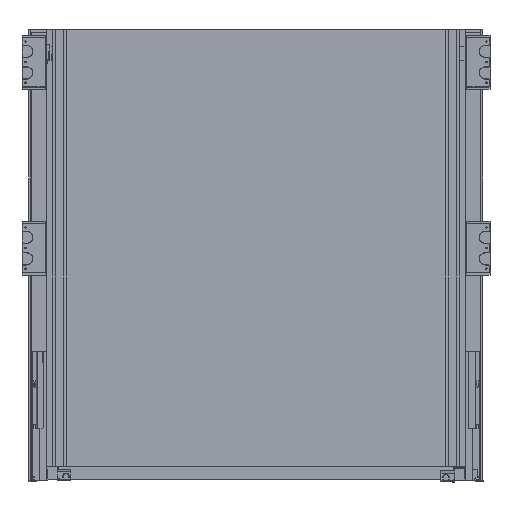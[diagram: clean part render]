
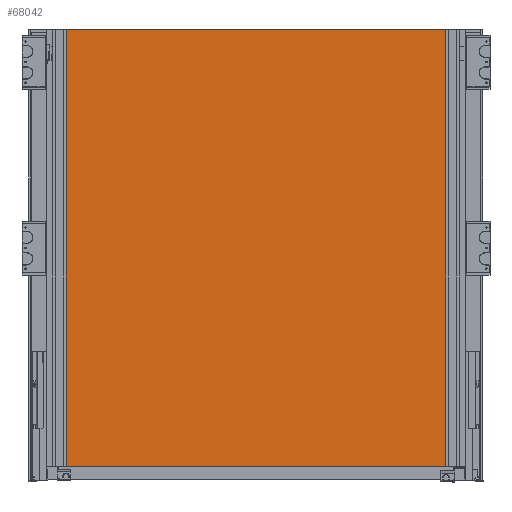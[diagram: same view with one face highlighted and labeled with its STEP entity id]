
A CAD part, front view. The second image highlights one B-rep face of the part: STEP entity #68042.
In plain terms, the highlighted planar face has unit normal (0, -1, 0).
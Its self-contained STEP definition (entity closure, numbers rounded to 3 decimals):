
#4187=FACE_OUTER_BOUND('',#7776,.T.);
#7776=EDGE_LOOP('',(#42642,#42643,#42644,#42645));
#11612=LINE('',#94510,#18947);
#11616=LINE('',#94518,#18951);
#11619=LINE('',#94524,#18954);
#11622=LINE('',#94529,#18957);
#18947=VECTOR('',#76880,1000.);
#18951=VECTOR('',#76886,1000.);
#18954=VECTOR('',#76891,1000.);
#18957=VECTOR('',#76896,1000.);
#26282=VERTEX_POINT('',#94508);
#26283=VERTEX_POINT('',#94509);
#26286=VERTEX_POINT('',#94517);
#26288=VERTEX_POINT('',#94523);
#32710=EDGE_CURVE('',#26282,#26283,#11612,.T.);
#32714=EDGE_CURVE('',#26283,#26286,#11616,.T.);
#32717=EDGE_CURVE('',#26286,#26288,#11619,.T.);
#32720=EDGE_CURVE('',#26288,#26282,#11622,.T.);
#42642=ORIENTED_EDGE('',*,*,#32710,.F.);
#42643=ORIENTED_EDGE('',*,*,#32720,.F.);
#42644=ORIENTED_EDGE('',*,*,#32717,.F.);
#42645=ORIENTED_EDGE('',*,*,#32714,.F.);
#62427=PLANE('',#71733);
#68042=ADVANCED_FACE('',(#4187),#62427,.T.);
#71733=AXIS2_PLACEMENT_3D('',#94532,#76900,#76901);
#76880=DIRECTION('',(0.,0.,-1.));
#76886=DIRECTION('',(-1.,0.,0.));
#76891=DIRECTION('',(0.,0.,1.));
#76896=DIRECTION('',(1.,0.,0.));
#76900=DIRECTION('center_axis',(0.,-1.,0.));
#76901=DIRECTION('ref_axis',(0.,0.,
-1.));
#94508=CARTESIAN_POINT('',(1240.977,1298.439,147.6));
#94509=CARTESIAN_POINT('',(1240.977,1298.439,-378.4));
#94510=CARTESIAN_POINT('',(1240.977,1298.439,147.6));
#94517=CARTESIAN_POINT('',(751.977,1298.439,-378.4));
#94518=CARTESIAN_POINT('',(751.977,1298.439,-378.4));
#94523=CARTESIAN_POINT('',(751.977,1298.439,147.6));
#94524=CARTESIAN_POINT('',(751.977,1298.439,147.6));
#94529=CARTESIAN_POINT('',(751.977,1298.439,147.6));
#94532=CARTESIAN_POINT('Origin',(996.477,1298.439,-115.4));
